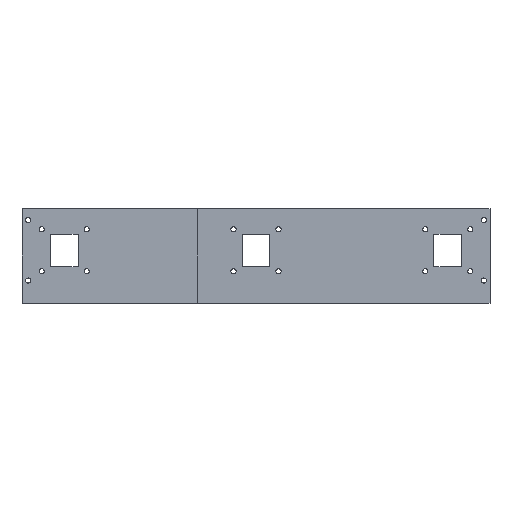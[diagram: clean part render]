
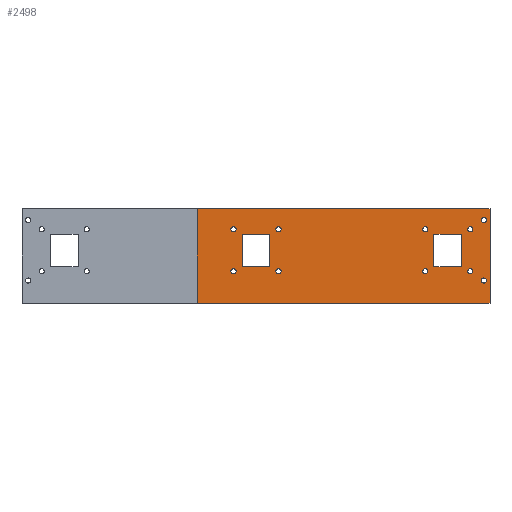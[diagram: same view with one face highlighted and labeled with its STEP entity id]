
A CAD part, front view. The second image highlights one B-rep face of the part: STEP entity #2498.
In plain terms, the highlighted planar face has unit normal (0, -1, 0).
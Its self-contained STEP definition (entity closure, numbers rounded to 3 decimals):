
#114=FACE_BOUND('',#481,.T.);
#115=FACE_BOUND('',#482,.T.);
#116=FACE_BOUND('',#483,.T.);
#117=FACE_BOUND('',#484,.T.);
#118=FACE_BOUND('',#485,.T.);
#119=FACE_BOUND('',#486,.T.);
#120=FACE_BOUND('',#487,.T.);
#121=FACE_BOUND('',#488,.T.);
#122=FACE_BOUND('',#489,.T.);
#123=FACE_BOUND('',#490,.T.);
#124=FACE_BOUND('',#491,.T.);
#125=FACE_BOUND('',#492,.T.);
#182=CIRCLE('',#2687,1.7);
#183=CIRCLE('',#2688,1.7);
#184=CIRCLE('',#2689,1.7);
#185=CIRCLE('',#2690,1.7);
#186=CIRCLE('',#2691,1.7);
#187=CIRCLE('',#2692,1.7);
#188=CIRCLE('',#2693,1.7);
#189=CIRCLE('',#2694,1.7);
#190=CIRCLE('',#2695,1.7);
#191=CIRCLE('',#2696,1.7);
#300=FACE_OUTER_BOUND('',#480,.T.);
#480=EDGE_LOOP('',(#2155,#2156,#2157,#2158));
#481=EDGE_LOOP('',(#2159));
#482=EDGE_LOOP('',(#2160));
#483=EDGE_LOOP('',(#2161));
#484=EDGE_LOOP('',(#2162));
#485=EDGE_LOOP('',(#2163));
#486=EDGE_LOOP('',(#2164));
#487=EDGE_LOOP('',(#2165));
#488=EDGE_LOOP('',(#2166,#2167,#2168,#2169));
#489=EDGE_LOOP('',(#2170,#2171,#2172,#2173));
#490=EDGE_LOOP('',(#2174));
#491=EDGE_LOOP('',(#2175));
#492=EDGE_LOOP('',(#2176));
#734=LINE('',#3900,#1006);
#752=LINE('',#3936,#1024);
#755=LINE('',#3942,#1027);
#756=LINE('',#3943,#1028);
#757=LINE('',#3960,#1029);
#758=LINE('',#3962,#1030);
#759=LINE('',#3964,#1031);
#760=LINE('',#3965,#1032);
#761=LINE('',#3968,#1033);
#762=LINE('',#3970,#1034);
#763=LINE('',#3972,#1035);
#764=LINE('',#3973,#1036);
#1006=VECTOR('',#3217,10.);
#1024=VECTOR('',#3243,10.);
#1027=VECTOR('',#3248,10.);
#1028=VECTOR('',#3249,10.);
#1029=VECTOR('',#3264,10.);
#1030=VECTOR('',#3265,10.);
#1031=VECTOR('',#3266,10.);
#1032=VECTOR('',#3267,10.);
#1033=VECTOR('',#3268,10.);
#1034=VECTOR('',#3269,10.);
#1035=VECTOR('',#3270,10.);
#1036=VECTOR('',#3271,10.);
#1239=VERTEX_POINT('',#3896);
#1241=VERTEX_POINT('',#3899);
#1255=VERTEX_POINT('',#3935);
#1257=VERTEX_POINT('',#3941);
#1258=VERTEX_POINT('',#3944);
#1259=VERTEX_POINT('',#3946);
#1260=VERTEX_POINT('',#3948);
#1261=VERTEX_POINT('',#3950);
#1262=VERTEX_POINT('',#3952);
#1263=VERTEX_POINT('',#3954);
#1264=VERTEX_POINT('',#3956);
#1265=VERTEX_POINT('',#3958);
#1266=VERTEX_POINT('',#3959);
#1267=VERTEX_POINT('',#3961);
#1268=VERTEX_POINT('',#3963);
#1269=VERTEX_POINT('',#3966);
#1270=VERTEX_POINT('',#3967);
#1271=VERTEX_POINT('',#3969);
#1272=VERTEX_POINT('',#3971);
#1273=VERTEX_POINT('',#3974);
#1274=VERTEX_POINT('',#3976);
#1275=VERTEX_POINT('',#3978);
#1546=EDGE_CURVE('',#1241,#1239,#734,.T.);
#1564=EDGE_CURVE('',#1255,#1241,#752,.T.);
#1567=EDGE_CURVE('',#1239,#1257,#755,.T.);
#1568=EDGE_CURVE('',#1257,#1255,#756,.T.);
#1569=EDGE_CURVE('',#1258,#1258,#182,.T.);
#1570=EDGE_CURVE('',#1259,#1259,#183,.T.);
#1571=EDGE_CURVE('',#1260,#1260,#184,.T.);
#1572=EDGE_CURVE('',#1261,#1261,#185,.T.);
#1573=EDGE_CURVE('',#1262,#1262,#186,.T.);
#1574=EDGE_CURVE('',#1263,#1263,#187,.T.);
#1575=EDGE_CURVE('',#1264,#1264,#188,.T.);
#1576=EDGE_CURVE('',#1265,#1266,#757,.T.);
#1577=EDGE_CURVE('',#1267,#1265,#758,.T.);
#1578=EDGE_CURVE('',#1268,#1267,#759,.T.);
#1579=EDGE_CURVE('',#1266,#1268,#760,.T.);
#1580=EDGE_CURVE('',#1269,#1270,#761,.T.);
#1581=EDGE_CURVE('',#1271,#1269,#762,.T.);
#1582=EDGE_CURVE('',#1272,#1271,#763,.T.);
#1583=EDGE_CURVE('',#1270,#1272,#764,.T.);
#1584=EDGE_CURVE('',#1273,#1273,#189,.T.);
#1585=EDGE_CURVE('',#1274,#1274,#190,.T.);
#1586=EDGE_CURVE('',#1275,#1275,#191,.T.);
#2155=ORIENTED_EDGE('',*,*,#1546,.T.);
#2156=ORIENTED_EDGE('',*,*,#1567,.T.);
#2157=ORIENTED_EDGE('',*,*,#1568,.T.);
#2158=ORIENTED_EDGE('',*,*,#1564,.T.);
#2159=ORIENTED_EDGE('',*,*,#1569,.F.);
#2160=ORIENTED_EDGE('',*,*,#1570,.F.);
#2161=ORIENTED_EDGE('',*,*,#1571,.F.);
#2162=ORIENTED_EDGE('',*,*,#1572,.F.);
#2163=ORIENTED_EDGE('',*,*,#1573,.F.);
#2164=ORIENTED_EDGE('',*,*,#1574,.F.);
#2165=ORIENTED_EDGE('',*,*,#1575,.F.);
#2166=ORIENTED_EDGE('',*,*,#1576,.F.);
#2167=ORIENTED_EDGE('',*,*,#1577,.F.);
#2168=ORIENTED_EDGE('',*,*,#1578,.F.);
#2169=ORIENTED_EDGE('',*,*,#1579,.F.);
#2170=ORIENTED_EDGE('',*,*,#1580,.F.);
#2171=ORIENTED_EDGE('',*,*,#1581,.F.);
#2172=ORIENTED_EDGE('',*,*,#1582,.F.);
#2173=ORIENTED_EDGE('',*,*,#1583,.F.);
#2174=ORIENTED_EDGE('',*,*,#1584,.F.);
#2175=ORIENTED_EDGE('',*,*,#1585,.F.);
#2176=ORIENTED_EDGE('',*,*,#1586,.F.);
#2383=PLANE('',#2686);
#2498=ADVANCED_FACE('',(#300,#114,#115,#116,#117,#118,#119,#120,#121,#122,
#123,#124,#125),#2383,.F.);
#2686=AXIS2_PLACEMENT_3D('',#3940,#3246,#3247);
#2687=AXIS2_PLACEMENT_3D('',#3945,#3250,#3251);
#2688=AXIS2_PLACEMENT_3D('',#3947,#3252,#3253);
#2689=AXIS2_PLACEMENT_3D('',#3949,#3254,#3255);
#2690=AXIS2_PLACEMENT_3D('',#3951,#3256,#3257);
#2691=AXIS2_PLACEMENT_3D('',#3953,#3258,#3259);
#2692=AXIS2_PLACEMENT_3D('',#3955,#3260,#3261);
#2693=AXIS2_PLACEMENT_3D('',#3957,#3262,#3263);
#2694=AXIS2_PLACEMENT_3D('',#3975,#3272,#3273);
#2695=AXIS2_PLACEMENT_3D('',#3977,#3274,#3275);
#2696=AXIS2_PLACEMENT_3D('',#3979,#3276,#3277);
#3217=DIRECTION('',(0.,0.,-1.));
#3243=DIRECTION('',(-1.,0.,0.));
#3246=DIRECTION('center_axis',(0.,1.,0.));
#3247=DIRECTION('ref_axis',(1.,0.,0.));
#3248=DIRECTION('',(1.,0.,0.));
#3249=DIRECTION('',(0.,0.,1.));
#3250=DIRECTION('center_axis',(0.,-1.,0.));
#3251=DIRECTION('ref_axis',(1.,0.,0.));
#3252=DIRECTION('center_axis',(0.,-1.,0.));
#3253=DIRECTION('ref_axis',(1.,0.,0.));
#3254=DIRECTION('center_axis',(0.,-1.,0.));
#3255=DIRECTION('ref_axis',(1.,0.,0.));
#3256=DIRECTION('center_axis',(0.,-1.,0.));
#3257=DIRECTION('ref_axis',(1.,0.,0.));
#3258=DIRECTION('center_axis',(0.,-1.,0.));
#3259=DIRECTION('ref_axis',(1.,0.,0.));
#3260=DIRECTION('center_axis',(0.,-1.,0.));
#3261=DIRECTION('ref_axis',(1.,0.,0.));
#3262=DIRECTION('center_axis',(0.,-1.,0.));
#3263=DIRECTION('ref_axis',(1.,0.,0.));
#3264=DIRECTION('',(1.,0.,0.));
#3265=DIRECTION('',(0.,0.,-1.));
#3266=DIRECTION('',(-1.,0.,0.));
#3267=DIRECTION('',(0.,0.,1.));
#3268=DIRECTION('',(0.,0.,-1.));
#3269=DIRECTION('',(-1.,0.,0.));
#3270=DIRECTION('',(0.,0.,1.));
#3271=DIRECTION('',(1.,0.,0.));
#3272=DIRECTION('center_axis',(0.,-1.,0.));
#3273=DIRECTION('ref_axis',(1.,0.,0.));
#3274=DIRECTION('center_axis',(0.,-1.,0.));
#3275=DIRECTION('ref_axis',(1.,0.,0.));
#3276=DIRECTION('center_axis',(0.,-1.,0.));
#3277=DIRECTION('ref_axis',(1.,0.,0.));
#3896=CARTESIAN_POINT('',(-35.,0.,11.312));
#3899=CARTESIAN_POINT('',(-35.,0.,73.812));
#3900=CARTESIAN_POINT('',(-35.,0.,42.562));
#3935=CARTESIAN_POINT('',(159.,0.,73.812));
#3936=CARTESIAN_POINT('',(159.,0.,73.812));
#3940=CARTESIAN_POINT('Origin',(4.,0.,42.562));
#3941=CARTESIAN_POINT('',(159.,0.,11.312));
#3942=CARTESIAN_POINT('',(-151.,0.,11.312));
#3943=CARTESIAN_POINT('',(159.,0.,18.812));
#3944=CARTESIAN_POINT('',(17.2,0.,60.212));
#3945=CARTESIAN_POINT('Origin',(18.9,0.,60.212));
#3946=CARTESIAN_POINT('',(153.3,0.,26.312));
#3947=CARTESIAN_POINT('Origin',(155.,0.,26.312));
#3948=CARTESIAN_POINT('',(-12.6,0.,60.212));
#3949=CARTESIAN_POINT('Origin',(-10.9,0.,60.212));
#3950=CARTESIAN_POINT('',(-12.6,0.,32.412));
#3951=CARTESIAN_POINT('Origin',(-10.9,0.,32.412));
#3952=CARTESIAN_POINT('',(17.2,0.,32.412));
#3953=CARTESIAN_POINT('Origin',(18.9,0.,32.412));
#3954=CARTESIAN_POINT('',(144.2,0.,32.412));
#3955=CARTESIAN_POINT('Origin',(145.9,0.,32.412));
#3956=CARTESIAN_POINT('',(114.4,0.,32.412));
#3957=CARTESIAN_POINT('Origin',(116.1,0.,32.412));
#3958=CARTESIAN_POINT('',(-5.2,0.,35.512));
#3959=CARTESIAN_POINT('',(13.2,0.,35.512));
#3960=CARTESIAN_POINT('',(13.2,0.,35.512));
#3961=CARTESIAN_POINT('',(-5.2,0.,57.112));
#3962=CARTESIAN_POINT('',(-5.2,0.,35.512));
#3963=CARTESIAN_POINT('',(13.2,0.,57.112));
#3964=CARTESIAN_POINT('',(-5.2,0.,57.112));
#3965=CARTESIAN_POINT('',(13.2,0.,57.112));
#3966=CARTESIAN_POINT('',(121.8,0.,57.112));
#3967=CARTESIAN_POINT('',(121.8,0.,35.512));
#3968=CARTESIAN_POINT('',(121.8,0.,57.112));
#3969=CARTESIAN_POINT('',(140.2,0.,57.112));
#3970=CARTESIAN_POINT('',(140.2,0.,57.112));
#3971=CARTESIAN_POINT('',(140.2,0.,35.512));
#3972=CARTESIAN_POINT('',(140.2,0.,35.512));
#3973=CARTESIAN_POINT('',(121.8,0.,35.512));
#3974=CARTESIAN_POINT('',(144.2,0.,60.212));
#3975=CARTESIAN_POINT('Origin',(145.9,0.,60.212));
#3976=CARTESIAN_POINT('',(114.4,0.,60.212));
#3977=CARTESIAN_POINT('Origin',(116.1,0.,60.212));
#3978=CARTESIAN_POINT('',(153.3,0.,66.312));
#3979=CARTESIAN_POINT('Origin',(155.,0.,66.312));
